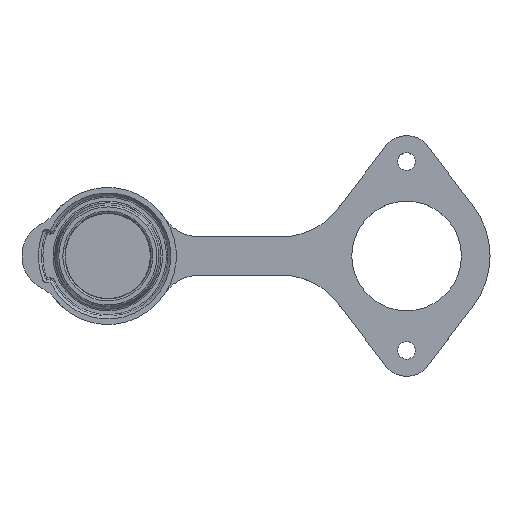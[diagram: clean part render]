
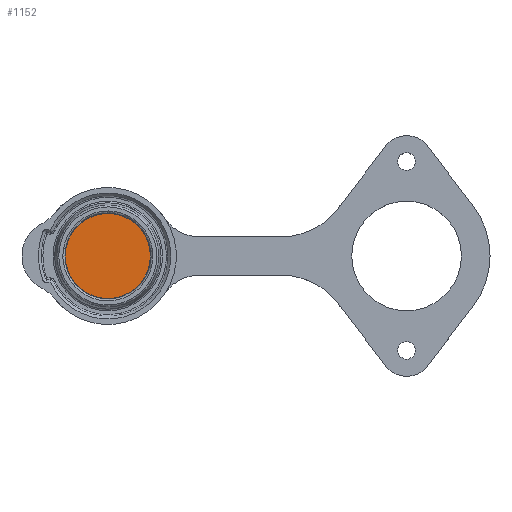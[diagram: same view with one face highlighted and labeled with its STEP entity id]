
A CAD part, top view. The second image highlights one B-rep face of the part: STEP entity #1152.
In plain terms, the highlighted planar face has unit normal (0, 0, 1).
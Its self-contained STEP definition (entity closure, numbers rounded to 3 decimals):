
#98=PLANE('',#1286);
#151=FACE_OUTER_BOUND('',#230,.T.);
#230=EDGE_LOOP('',(#961));
#443=CIRCLE('',#1284,7.75);
#548=VERTEX_POINT('',#3096);
#694=EDGE_CURVE('',#548,#548,#443,.T.);
#961=ORIENTED_EDGE('',*,*,#694,.F.);
#1152=ADVANCED_FACE('',(#151),#98,.T.);
#1284=AXIS2_PLACEMENT_3D('',#3098,#1571,#1572);
#1286=AXIS2_PLACEMENT_3D('',#3101,#1576,#1577);
#1571=DIRECTION('center_axis',(0.,0.,-1.));
#1572=DIRECTION('ref_axis',(1.,0.,0.));
#1576=DIRECTION('center_axis',(0.,0.,1.));
#1577=DIRECTION('ref_axis',(1.,0.,0.));
#3096=CARTESIAN_POINT('',(-61.25,0.,-59.85));
#3098=CARTESIAN_POINT('Origin',(-53.5,0.,-59.85));
#3101=CARTESIAN_POINT('Origin',(-1.52,0.,
-59.85));
